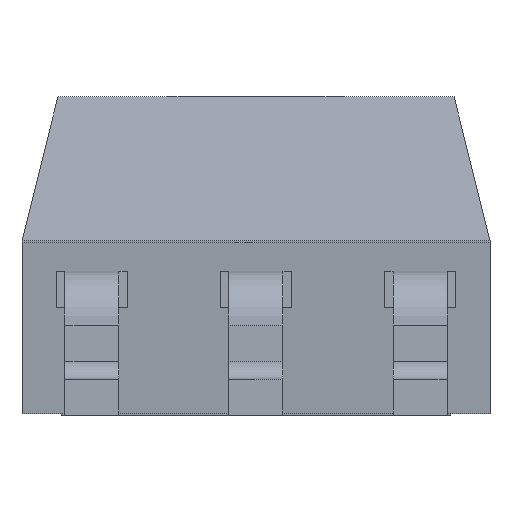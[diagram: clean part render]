
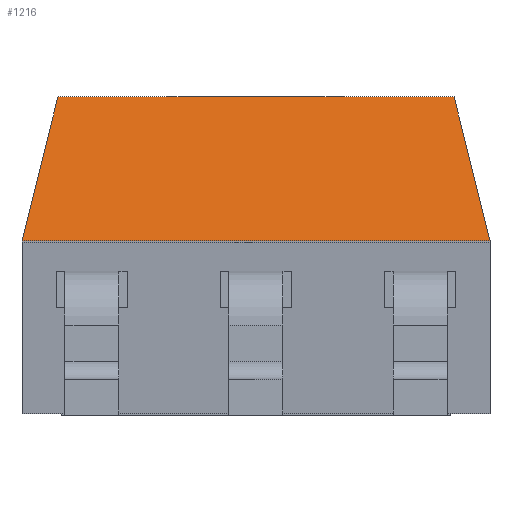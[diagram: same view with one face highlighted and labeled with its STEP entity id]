
A CAD part, left-side view. The second image highlights one B-rep face of the part: STEP entity #1216.
In plain terms, the highlighted planar face has unit normal (-0.97, 0, 0.242).
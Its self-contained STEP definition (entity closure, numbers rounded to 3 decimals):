
#502 = VERTEX_POINT('',#503);
#503 = CARTESIAN_POINT('',(-2.27,-3.25,2.42));
#542 = VERTEX_POINT('',#543);
#543 = CARTESIAN_POINT('',(-2.27,3.25,2.42));
#732 = EDGE_CURVE('',#542,#502,#733,.T.);
#733 = LINE('',#734,#735);
#734 = CARTESIAN_POINT('',(-2.27,3.25,2.42));
#735 = VECTOR('',#736,1.);
#736 = DIRECTION('',(0.,-1.,0.));
#748 = EDGE_CURVE('',#749,#502,#751,.T.);
#749 = VERTEX_POINT('',#750);
#750 = CARTESIAN_POINT('',(-1.77,-2.75,4.42));
#751 = LINE('',#752,#753);
#752 = CARTESIAN_POINT('',(-1.839,-2.819,
4.142));
#753 = VECTOR('',#754,1.);
#754 = DIRECTION('',(-0.236,-0.236,-0.943));
#774 = VERTEX_POINT('',#775);
#775 = CARTESIAN_POINT('',(-1.77,2.75,4.42));
#781 = EDGE_CURVE('',#774,#542,#782,.T.);
#782 = LINE('',#783,#784);
#783 = CARTESIAN_POINT('',(-1.875,2.855,4.));
#784 = VECTOR('',#785,1.);
#785 = DIRECTION('',(-0.236,0.236,-0.943));
#796 = EDGE_CURVE('',#774,#749,#797,.T.);
#797 = LINE('',#798,#799);
#798 = CARTESIAN_POINT('',(-1.77,3.25,4.42));
#799 = VECTOR('',#800,1.);
#800 = DIRECTION('',(0.,-1.,0.));
#1216 = ADVANCED_FACE('',(#1217),#1223,.T.);
#1217 = FACE_BOUND('',#1218,.F.);
#1218 = EDGE_LOOP('',(#1219,#1220,#1221,#1222));
#1219 = ORIENTED_EDGE('',*,*,#796,.T.);
#1220 = ORIENTED_EDGE('',*,*,#748,.T.);
#1221 = ORIENTED_EDGE('',*,*,#732,.F.);
#1222 = ORIENTED_EDGE('',*,*,#781,.F.);
#1223 = PLANE('',#1224);
#1224 = AXIS2_PLACEMENT_3D('',#1225,#1226,#1227);
#1225 = CARTESIAN_POINT('',(-2.02,3.25,3.42));
#1226 = DIRECTION('',(-0.97,0.,0.243)
);
#1227 = DIRECTION('',(0.,1.,0.));
